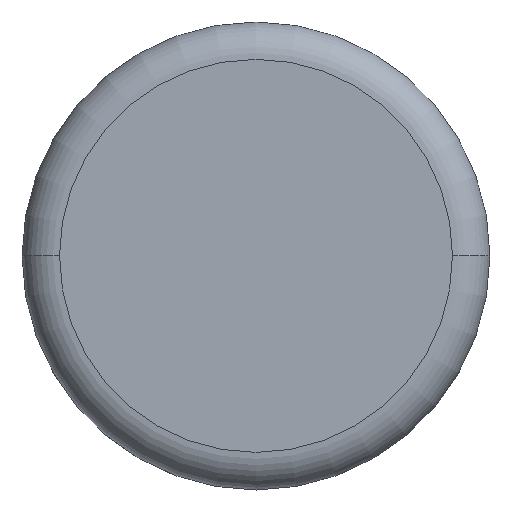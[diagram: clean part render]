
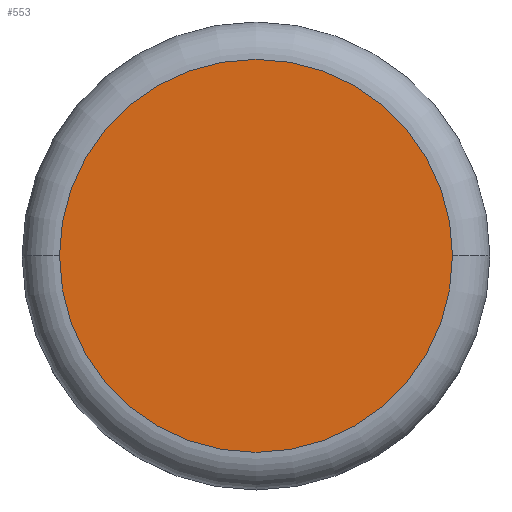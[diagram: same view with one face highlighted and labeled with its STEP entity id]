
A CAD part, top view. The second image highlights one B-rep face of the part: STEP entity #553.
In plain terms, the highlighted planar face has unit normal (0, 0, 1).
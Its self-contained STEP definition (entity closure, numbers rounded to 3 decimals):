
#225=VERTEX_POINT('',#608);
#355=EDGE_CURVE('',#225,#397,#758,.T.);
#397=VERTEX_POINT('',#802);
#425=EDGE_CURVE('',#397,#225,#835,.T.);
#553=ADVANCED_FACE('',(#980),#981,.T.);
#608=CARTESIAN_POINT('',(10.5,0.,28.5));
#758=CIRCLE('',#1263,10.5);
#802=CARTESIAN_POINT('',(-10.5,0.,28.5));
#835=CIRCLE('',#1384,10.5);
#980=FACE_OUTER_BOUND('',#1647,.T.);
#981=PLANE('',#1648);
#1263=AXIS2_PLACEMENT_3D('',#1891,#1892,#1893);
#1384=AXIS2_PLACEMENT_3D('',#1973,#1974,#1975);
#1647=EDGE_LOOP('',(#2159,#2160));
#1648=AXIS2_PLACEMENT_3D('',#2161,#2162,#2163);
#1891=CARTESIAN_POINT('',(0.0,0.,28.5));
#1892=DIRECTION('',(-0.0,0.0,-1.0));
#1893=DIRECTION('',(-1.0,0.0,0.0));
#1973=CARTESIAN_POINT('',(0.0,0.,28.5));
#1974=DIRECTION('',(-0.0,0.0,-1.0));
#1975=DIRECTION('',(-1.0,0.0,0.0));
#2159=ORIENTED_EDGE('',*,*,#355,.F.);
#2160=ORIENTED_EDGE('',*,*,#425,.F.);
#2161=CARTESIAN_POINT('',(-5.5,0.,28.5));
#2162=DIRECTION('',(0.0,0.0,1.0));
#2163=DIRECTION('',(-1.0,0.,0.0));
